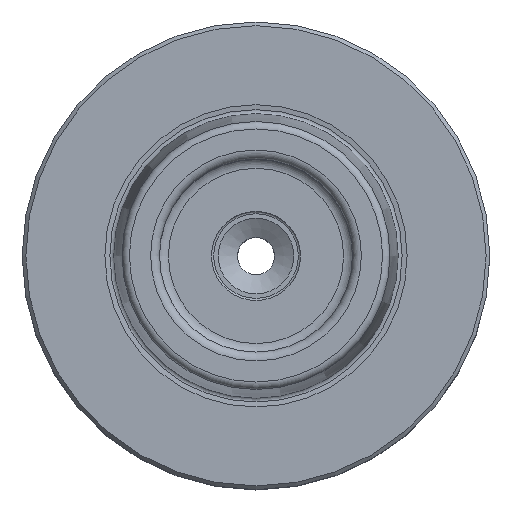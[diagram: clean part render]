
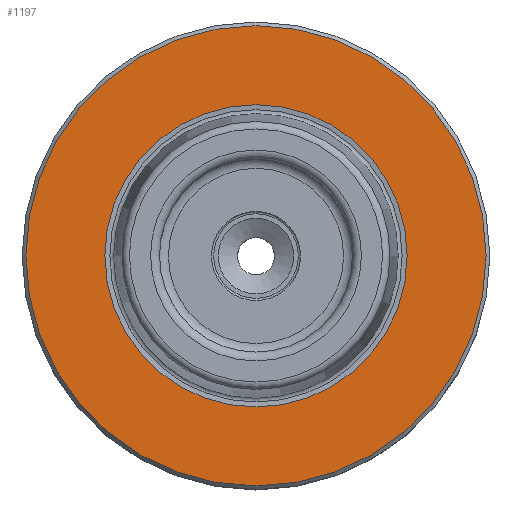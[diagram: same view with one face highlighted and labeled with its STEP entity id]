
A CAD part, top view. The second image highlights one B-rep face of the part: STEP entity #1197.
In plain terms, the highlighted planar face has unit normal (0, 0, 1).
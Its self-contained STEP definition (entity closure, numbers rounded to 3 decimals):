
#115=ORIENTED_EDGE('',*,*,#237,.F.);
#116=ORIENTED_EDGE('',*,*,#236,.T.);
#236=EDGE_CURVE('',#304,#304,#372,.T.);
#237=EDGE_CURVE('',#305,#305,#373,.T.);
#304=VERTEX_POINT('',#1728);
#305=VERTEX_POINT('',#1731);
#372=CIRCLE('',#1293,31.);
#373=CIRCLE('',#1295,20.358);
#455=EDGE_LOOP('',(#115));
#456=EDGE_LOOP('',(#116));
#591=FACE_BOUND('',#455,.T.);
#592=FACE_BOUND('',#456,.T.);
#694=PLANE('',#1294);
#1197=ADVANCED_FACE('',(#591,#592),#694,.F.);
#1293=AXIS2_PLACEMENT_3D('',#1727,#1473,#1474);
#1294=AXIS2_PLACEMENT_3D('',#1729,#1475,#1476);
#1295=AXIS2_PLACEMENT_3D('',#1730,#1477,#1478);
#1473=DIRECTION('',(0.,0.,1.));
#1474=DIRECTION('',(1.,0.,0.));
#1475=DIRECTION('',(0.,0.,-1.));
#1476=DIRECTION('',(-1.,0.,0.));
#1477=DIRECTION('',(0.,0.,1.));
#1478=DIRECTION('',(1.,0.,0.));
#1727=CARTESIAN_POINT('',(0.,0.,0.));
#1728=CARTESIAN_POINT('',(31.,0.,0.));
#1729=CARTESIAN_POINT('',(20.358,0.,0.));
#1730=CARTESIAN_POINT('',(0.,0.,0.));
#1731=CARTESIAN_POINT('',(20.358,0.,0.));
